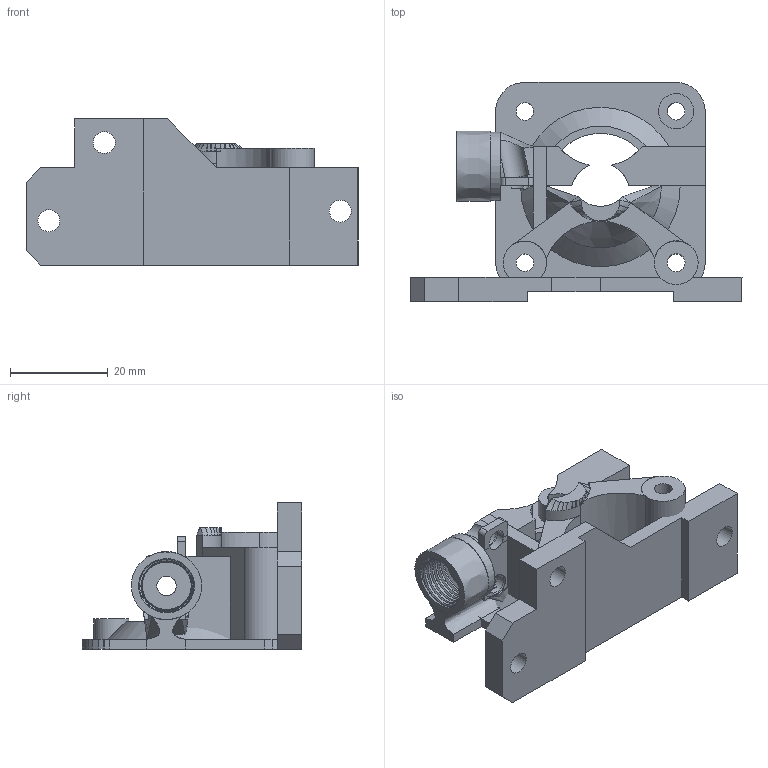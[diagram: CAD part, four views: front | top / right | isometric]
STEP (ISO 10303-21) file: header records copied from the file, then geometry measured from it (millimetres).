
FILE_DESCRIPTION(/* description */ (''),/* implementation_level */ '2;1');
FILE_NAME(/* name */ 'Extruder_NPT_FullyPTFE.step',/* time_stamp */ '2017-10-04T11:30:18-04:00',/* author */ ('sheepslinky'),/* organization */ (''),/* preprocessor_version */ 'ST-DEVELOPER v16.13',/* originating_system */ 'Autodesk Translation Framework v6.5.0.72',/* authorisation */ '');
FILE_SCHEMA (('AUTOMOTIVE_DESIGN { 1 0 10303 214 3 1 1 }'));
Length unit declared in the file: millimetre
Products named in the file (2): NPT_Version v7; Component4
Assembly tree (2 placements, depth 2):
  NPT_Version v7
    Component4  x2
Bounding box: 68.1 x 44.97 x 30 mm (x, y, z)
Volume: 38437.7 mm3; surface area: 36875.9 mm2
Topology: 28 solids, 28 shells, 500 faces, 1374 edges, 920 vertices
Faces by surface type: plane 240, cylinder 142, bspline 102, cone 12, torus 4
Full cylindrical faces by diameter (mm): 3.6 x8, 3.65 x4, 4 x6, 4.2 x6, 4.5 x6, 5 x2, 7.2 x2, 8.901 x2, 9 x2, 14 x2, 30 x4, 33 x2
Entity records: 14166 total; most frequent: CARTESIAN_POINT 7822, ORIENTED_EDGE 1374, DIRECTION 1192, EDGE_CURVE 687, VERTEX_POINT 460, AXIS2_PLACEMENT_3D 408, LINE 376, VECTOR 376
